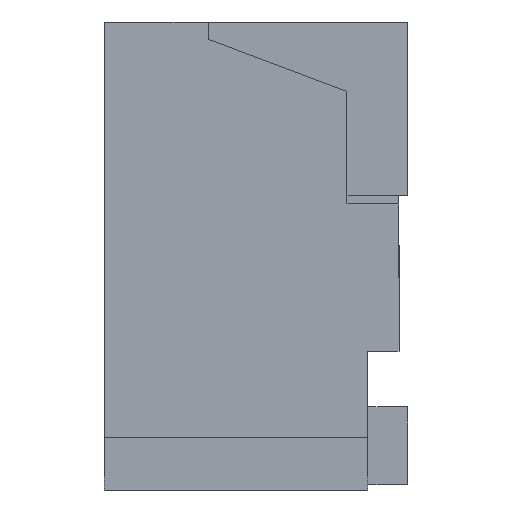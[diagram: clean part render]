
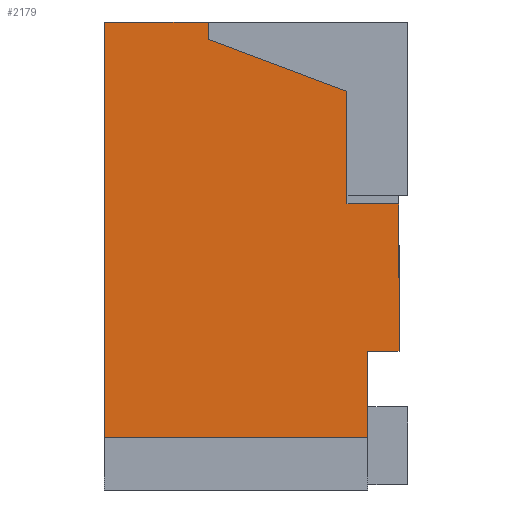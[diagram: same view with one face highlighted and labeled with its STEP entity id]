
A CAD part, left-side view. The second image highlights one B-rep face of the part: STEP entity #2179.
In plain terms, the highlighted planar face has unit normal (-1, 0, 0).
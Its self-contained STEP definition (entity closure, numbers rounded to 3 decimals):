
#9 = EDGE_CURVE ( 'NONE', #3425, #291, #3136, .T. ) ;
#53 = VECTOR ( 'NONE', #4281, 1000. ) ;
#77 = VERTEX_POINT ( 'NONE', #3862 ) ;
#122 = CARTESIAN_POINT ( 'NONE',  ( -10.1, 1.1, 7.5 ) ) ;
#201 = VERTEX_POINT ( 'NONE', #1646 ) ;
#205 = LINE ( 'NONE', #876, #232 ) ;
#223 = VERTEX_POINT ( 'NONE', #3333 ) ;
#227 = VECTOR ( 'NONE', #1990, 1000. ) ;
#232 = VECTOR ( 'NONE', #3545, 1000. ) ;
#291 = VERTEX_POINT ( 'NONE', #3082 ) ;
#293 = LINE ( 'NONE', #1252, #53 ) ;
#313 = EDGE_CURVE ( 'NONE', #77, #1054, #4110, .T. ) ;
#393 = LINE ( 'NONE', #122, #2814 ) ;
#403 = EDGE_CURVE ( 'NONE', #974, #654, #1245, .T. ) ;
#552 = CARTESIAN_POINT ( 'NONE',  ( -10.1, 1.7, 5.2 ) ) ;
#638 = CARTESIAN_POINT ( 'NONE',  ( -10.1, 1.7, 7.6 ) ) ;
#654 = VERTEX_POINT ( 'NONE', #638 ) ;
#670 = CARTESIAN_POINT ( 'NONE',  ( -10.1, 1.1, 7.6 ) ) ;
#699 = PLANE ( 'NONE',  #2759 ) ;
#737 = ORIENTED_EDGE ( 'NONE', *, *, #4011, .F. ) ;
#749 = CARTESIAN_POINT ( 'NONE',  ( -10.1, 1.7, 7.6 ) ) ;
#797 = ORIENTED_EDGE ( 'NONE', *, *, #1965, .F. ) ;
#876 = CARTESIAN_POINT ( 'NONE',  ( -10.1, 0.18, 5.7 ) ) ;
#917 = EDGE_CURVE ( 'NONE', #654, #3471, #3585, .T. ) ;
#974 = VERTEX_POINT ( 'NONE', #552 ) ;
#1042 = DIRECTION ( 'NONE',  ( -1., 0., 0. ) ) ;
#1054 = VERTEX_POINT ( 'NONE', #1983 ) ;
#1087 = CARTESIAN_POINT ( 'NONE',  ( -10.1, 0.3, 7.2 ) ) ;
#1090 = DIRECTION ( 'NONE',  ( 0., -1., 0. ) ) ;
#1115 = CARTESIAN_POINT ( 'NONE',  ( -10.1, 1.1, 7.5 ) ) ;
#1121 = ORIENTED_EDGE ( 'NONE', *, *, #3927, .F. ) ;
#1127 = CARTESIAN_POINT ( 'NONE',  ( -10.1, 0., 7.6 ) ) ;
#1155 = DIRECTION ( 'NONE',  ( 0., 0., 1. ) ) ;
#1245 = LINE ( 'NONE', #3806, #2552 ) ;
#1252 = CARTESIAN_POINT ( 'NONE',  ( -10.1, 1.7, 5.2 ) ) ;
#1346 = ORIENTED_EDGE ( 'NONE', *, *, #3886, .F. ) ;
#1493 = VECTOR ( 'NONE', #3455, 1000. ) ;
#1646 = CARTESIAN_POINT ( 'NONE',  ( -10.1, 0.18, 5.2 ) ) ;
#1649 = ORIENTED_EDGE ( 'NONE', *, *, #403, .F. ) ;
#1725 = CARTESIAN_POINT ( 'NONE',  ( -10.1, 0., 5.7 ) ) ;
#1750 = LINE ( 'NONE', #1725, #1493 ) ;
#1965 = EDGE_CURVE ( 'NONE', #1054, #223, #1750, .T. ) ;
#1983 = CARTESIAN_POINT ( 'NONE',  ( -10.1, 0., 5.7 ) ) ;
#1990 = DIRECTION ( 'NONE',  ( 0., 0., -1. ) ) ;
#2036 = ORIENTED_EDGE ( 'NONE', *, *, #3438, .F. ) ;
#2179 = ADVANCED_FACE ( 'NONE', ( #2346 ), #699, .T. ) ;
#2346 = FACE_OUTER_BOUND ( 'NONE', #3951, .T. ) ;
#2424 = DIRECTION ( 'NONE',  ( 0., 0., -1. ) ) ;
#2467 = DIRECTION ( 'NONE',  ( 0., 0., -1. ) ) ;
#2552 = VECTOR ( 'NONE', #1155, 1000. ) ;
#2744 = DIRECTION ( 'NONE',  ( 0., -0.936, -0.351 ) ) ;
#2759 = AXIS2_PLACEMENT_3D ( 'NONE', #749, #1042, #2782 ) ;
#2782 = DIRECTION ( 'NONE',  ( 0., 1., 0. ) ) ;
#2814 = VECTOR ( 'NONE', #2744, 1000. ) ;
#2823 = ORIENTED_EDGE ( 'NONE', *, *, #3803, .F. ) ;
#2868 = CARTESIAN_POINT ( 'NONE',  ( -10.1, 1.7, 7.6 ) ) ;
#2928 = CARTESIAN_POINT ( 'NONE',  ( -10.1, 0.3, 7.2 ) ) ;
#3013 = CARTESIAN_POINT ( 'NONE',  ( -10.1, 1.1, 7.6 ) ) ;
#3024 = VECTOR ( 'NONE', #1090, 1000. ) ;
#3082 = CARTESIAN_POINT ( 'NONE',  ( -10.1, 0.3, 6.55 ) ) ;
#3136 = LINE ( 'NONE', #1087, #3719 ) ;
#3184 = DIRECTION ( 'NONE',  ( 0., -1., 0. ) ) ;
#3187 = VECTOR ( 'NONE', #2467, 1000. ) ;
#3333 = CARTESIAN_POINT ( 'NONE',  ( -10.1, 0.18, 5.7 ) ) ;
#3425 = VERTEX_POINT ( 'NONE', #2928 ) ;
#3438 = EDGE_CURVE ( 'NONE', #201, #974, #293, .T. ) ;
#3449 = VECTOR ( 'NONE', #3184, 1000. ) ;
#3455 = DIRECTION ( 'NONE',  ( 0., 1., 0. ) ) ;
#3471 = VERTEX_POINT ( 'NONE', #3013 ) ;
#3481 = ORIENTED_EDGE ( 'NONE', *, *, #917, .F. ) ;
#3545 = DIRECTION ( 'NONE',  ( 0., 0., -1. ) ) ;
#3585 = LINE ( 'NONE', #2868, #3449 ) ;
#3612 = VERTEX_POINT ( 'NONE', #1115 ) ;
#3651 = LINE ( 'NONE', #670, #227 ) ;
#3696 = ORIENTED_EDGE ( 'NONE', *, *, #9, .F. ) ;
#3719 = VECTOR ( 'NONE', #2424, 1000. ) ;
#3765 = ORIENTED_EDGE ( 'NONE', *, *, #313, .F. ) ;
#3803 = EDGE_CURVE ( 'NONE', #3471, #3612, #3651, .T. ) ;
#3806 = CARTESIAN_POINT ( 'NONE',  ( -10.1, 1.7, 4.9 ) ) ;
#3862 = CARTESIAN_POINT ( 'NONE',  ( -10.1, 0., 6.55 ) ) ;
#3886 = EDGE_CURVE ( 'NONE', #3612, #3425, #393, .T. ) ;
#3927 = EDGE_CURVE ( 'NONE', #291, #77, #4125, .T. ) ;
#3951 = EDGE_LOOP ( 'NONE', ( #1121, #3696, #1346, #2823, #3481, #1649, #2036, #737, #797, #3765 ) ) ;
#4011 = EDGE_CURVE ( 'NONE', #223, #201, #205, .T. ) ;
#4082 = CARTESIAN_POINT ( 'NONE',  ( -10.1, 0.3, 6.55 ) ) ;
#4110 = LINE ( 'NONE', #1127, #3187 ) ;
#4125 = LINE ( 'NONE', #4082, #3024 ) ;
#4281 = DIRECTION ( 'NONE',  ( 0., 1., 0. ) ) ;
